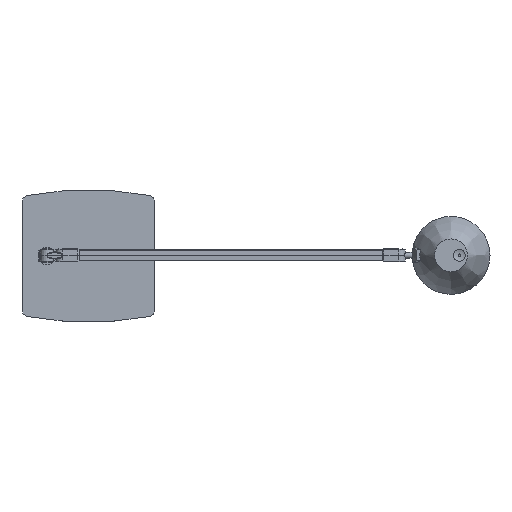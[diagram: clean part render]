
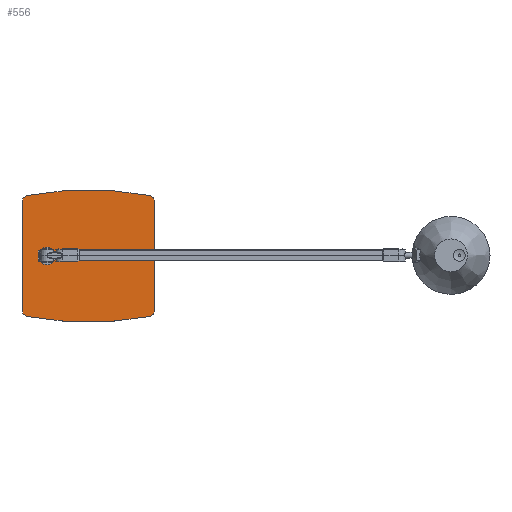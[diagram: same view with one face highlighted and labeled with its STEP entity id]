
A CAD part, top view. The second image highlights one B-rep face of the part: STEP entity #556.
In plain terms, the highlighted planar face has unit normal (0, 0, 1).
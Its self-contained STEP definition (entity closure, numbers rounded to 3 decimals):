
#107=FACE_BOUND('',#954,.T.);
#108=FACE_BOUND('',#955,.T.);
#151=PLANE('',#3165);
#241=LINE('',#4326,#397);
#247=LINE('',#4353,#403);
#397=VECTOR('',#3495,1.);
#403=VECTOR('',#3519,1.);
#556=ADVANCED_FACE('',(#107,#108),#151,.F.);
#954=EDGE_LOOP('',(#1339));
#955=EDGE_LOOP('',(#1340,#1341,#1342,#1343,#1344,#1345,#1346,#1347));
#1165=CIRCLE('',#3157,355.);
#1166=CIRCLE('',#3159,7.9);
#1167=CIRCLE('',#3160,8.);
#1168=CIRCLE('',#3161,8.);
#1169=CIRCLE('',#3162,355.);
#1170=CIRCLE('',#3163,8.);
#1171=CIRCLE('',#3164,8.);
#1339=ORIENTED_EDGE('',*,*,#2561,.T.);
#1340=ORIENTED_EDGE('',*,*,#2559,.F.);
#1341=ORIENTED_EDGE('',*,*,#2562,.T.);
#1342=ORIENTED_EDGE('',*,*,#2553,.F.);
#1343=ORIENTED_EDGE('',*,*,#2563,.T.);
#1344=ORIENTED_EDGE('',*,*,#2564,.F.);
#1345=ORIENTED_EDGE('',*,*,#2565,.T.);
#1346=ORIENTED_EDGE('',*,*,#2566,.F.);
#1347=ORIENTED_EDGE('',*,*,#2567,.T.);
#2253=VERTEX_POINT('',#4327);
#2254=VERTEX_POINT('',#4328);
#2259=VERTEX_POINT('',#4339);
#2260=VERTEX_POINT('',#4341);
#2261=VERTEX_POINT('',#4345);
#2262=VERTEX_POINT('',#4348);
#2263=VERTEX_POINT('',#4350);
#2264=VERTEX_POINT('',#4352);
#2265=VERTEX_POINT('',#4354);
#2553=EDGE_CURVE('',#2253,#2254,#241,.T.);
#2559=EDGE_CURVE('',#2259,#2260,#1165,.T.);
#2561=EDGE_CURVE('',#2261,#2261,#1166,.T.);
#2562=EDGE_CURVE('',#2259,#2254,#1167,.T.);
#2563=EDGE_CURVE('',#2253,#2262,#1168,.T.);
#2564=EDGE_CURVE('',#2263,#2262,#1169,.T.);
#2565=EDGE_CURVE('',#2263,#2264,#1170,.T.);
#2566=EDGE_CURVE('',#2265,#2264,#247,.T.);
#2567=EDGE_CURVE('',#2265,#2260,#1171,.T.);
#3157=AXIS2_PLACEMENT_3D('',#4340,#3504,#3505);
#3159=AXIS2_PLACEMENT_3D('',#4344,#3509,#3510);
#3160=AXIS2_PLACEMENT_3D('',#4346,#3511,#3512);
#3161=AXIS2_PLACEMENT_3D('',#4347,#3513,#3514);
#3162=AXIS2_PLACEMENT_3D('',#4349,#3515,#3516);
#3163=AXIS2_PLACEMENT_3D('',#4351,#3517,#3518);
#3164=AXIS2_PLACEMENT_3D('',#4355,#3520,#3521);
#3165=AXIS2_PLACEMENT_3D('',#4356,#3522,#3523);
#3495=DIRECTION('',(0.,1.,0.));
#3504=DIRECTION('',(0.,0.,-1.));
#3505=DIRECTION('',(0.,1.,0.));
#3509=DIRECTION('',(0.,0.,-1.));
#3510=DIRECTION('',(-1.,0.,0.));
#3511=DIRECTION('',(0.,0.,1.));
#3512=DIRECTION('',(0.,-1.,0.));
#3513=DIRECTION('',(0.,0.,1.));
#3514=DIRECTION('',(0.,1.,0.));
#3515=DIRECTION('',(0.,0.,-1.));
#3516=DIRECTION('',(0.,-1.,0.));
#3517=DIRECTION('',(0.,0.,1.));
#3518=DIRECTION('',(0.,1.,0.));
#3519=DIRECTION('',(0.,-1.,0.));
#3520=DIRECTION('',(0.,0.,1.));
#3521=DIRECTION('',(0.,-1.,0.));
#3522=DIRECTION('',(0.,0.,-1.));
#3523=DIRECTION('',(0.,-1.,0.));
#4326=CARTESIAN_POINT('',(-28.,0.,0.));
#4327=CARTESIAN_POINT('',(-28.,-60.47,0.));
#4328=CARTESIAN_POINT('',(-28.,60.47,0.));
#4339=CARTESIAN_POINT('',(-21.545,68.32,0.));
#4340=CARTESIAN_POINT('',(47.,-280.,0.));
#4341=CARTESIAN_POINT('',(115.545,68.32,0.));
#4344=CARTESIAN_POINT('',(0.,0.,
0.));
#4345=CARTESIAN_POINT('',(-7.9,0.,0.));
#4346=CARTESIAN_POINT('',(-20.,60.47,0.));
#4347=CARTESIAN_POINT('',(-20.,-60.47,0.));
#4348=CARTESIAN_POINT('',(-21.545,-68.32,0.));
#4349=CARTESIAN_POINT('',(47.,280.,0.));
#4350=CARTESIAN_POINT('',(115.545,-68.32,0.));
#4351=CARTESIAN_POINT('',(114.,-60.47,0.));
#4352=CARTESIAN_POINT('',(122.,-60.47,0.));
#4353=CARTESIAN_POINT('',(122.,0.,0.));
#4354=CARTESIAN_POINT('',(122.,60.47,0.));
#4355=CARTESIAN_POINT('',(114.,60.47,0.));
#4356=CARTESIAN_POINT('',(47.,-280.,0.));
